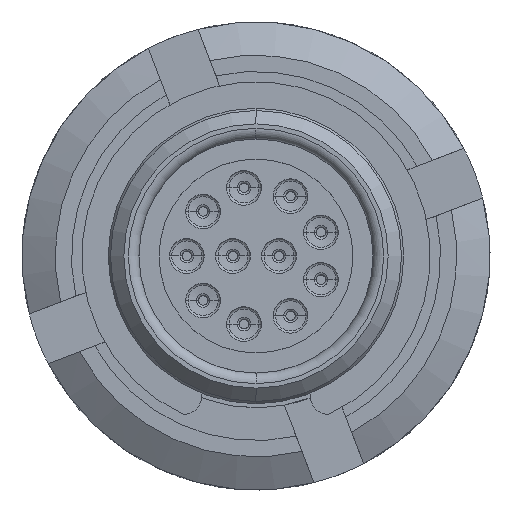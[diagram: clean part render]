
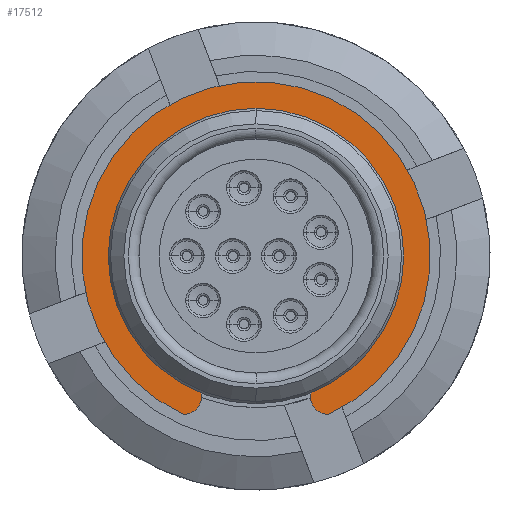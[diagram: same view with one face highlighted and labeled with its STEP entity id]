
A CAD part, left-side view. The second image highlights one B-rep face of the part: STEP entity #17512.
In plain terms, the highlighted planar face has unit normal (-1, 0, 0).
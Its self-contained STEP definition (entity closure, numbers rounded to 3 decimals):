
#206 = CARTESIAN_POINT ( 'NONE',  ( 10.412, 0., 0. ) ) ;
#511 = CIRCLE ( 'NONE', #10294, 0.688 ) ;
#1122 = DIRECTION ( 'NONE',  ( 0., 0., -1. ) ) ;
#3829 = CARTESIAN_POINT ( 'NONE',  ( 10.412, 0., 0. ) ) ;
#3915 = DIRECTION ( 'NONE',  ( 0., 0., -1. ) ) ;
#5603 = CARTESIAN_POINT ( 'NONE',  ( 10.412, 0., 0. ) ) ;
#5819 = VERTEX_POINT ( 'NONE', #33842 ) ;
#6886 = AXIS2_PLACEMENT_3D ( 'NONE', #45079, #23101, #1122 ) ;
#7489 = PLANE ( 'NONE',  #33635 ) ;
#7545 = DIRECTION ( 'NONE',  ( 0., 0., -1. ) ) ;
#8327 = AXIS2_PLACEMENT_3D ( 'NONE', #5603, #31282, #9328 ) ;
#9328 = DIRECTION ( 'NONE',  ( 0., 0., -1. ) ) ;
#10294 = AXIS2_PLACEMENT_3D ( 'NONE', #36697, #14693, #40374 ) ;
#13207 = CARTESIAN_POINT ( 'NONE',  ( 10.412, -2.73, -5.957 ) ) ;
#14511 = VERTEX_POINT ( 'NONE', #24338 ) ;
#14693 = DIRECTION ( 'NONE',  ( 1., 0., 0. ) ) ;
#17512 = ADVANCED_FACE ( 'NONE', ( #41234 ), #7489, .F. ) ;
#21514 = AXIS2_PLACEMENT_3D ( 'NONE', #3829, #29484, #7545 ) ;
#23101 = DIRECTION ( 'NONE',  ( 1., 0., 0. ) ) ;
#23334 = EDGE_CURVE ( 'NONE', #32976, #5819, #511, .T. ) ;
#24338 = CARTESIAN_POINT ( 'NONE',  ( 10.412, -2.73, -4.582 ) ) ;
#25616 = CARTESIAN_POINT ( 'NONE',  ( 10.412, 2.731, -4.582 ) ) ;
#25844 = EDGE_CURVE ( 'NONE', #5819, #35808, #27955, .T. ) ;
#25885 = DIRECTION ( 'NONE',  ( 1., 0., 0. ) ) ;
#27351 = EDGE_LOOP ( 'NONE', ( #30408, #47534, #35499, #35792 ) ) ;
#27955 = CIRCLE ( 'NONE', #8327, 6.553 ) ;
#29484 = DIRECTION ( 'NONE',  ( 1., 0., 0. ) ) ;
#30408 = ORIENTED_EDGE ( 'NONE', *, *, #25844, .F. ) ;
#31282 = DIRECTION ( 'NONE',  ( 1., 0., 0. ) ) ;
#32976 = VERTEX_POINT ( 'NONE', #25616 ) ;
#33635 = AXIS2_PLACEMENT_3D ( 'NONE', #206, #25885, #3915 ) ;
#33842 = CARTESIAN_POINT ( 'NONE',  ( 10.412, 2.731, -5.957 ) ) ;
#35073 = EDGE_CURVE ( 'NONE', #32976, #14511, #39120, .T. ) ;
#35499 = ORIENTED_EDGE ( 'NONE', *, *, #35073, .T. ) ;
#35792 = ORIENTED_EDGE ( 'NONE', *, *, #46812, .F. ) ;
#35808 = VERTEX_POINT ( 'NONE', #13207 ) ;
#36697 = CARTESIAN_POINT ( 'NONE',  ( 10.412, 2.731, -5.269 ) ) ;
#39120 = CIRCLE ( 'NONE', #21514, 5.334 ) ;
#40374 = DIRECTION ( 'NONE',  ( 0., 0., -1. ) ) ;
#41234 = FACE_OUTER_BOUND ( 'NONE', #27351, .T. ) ;
#44607 = CIRCLE ( 'NONE', #6886, 0.688 ) ;
#45079 = CARTESIAN_POINT ( 'NONE',  ( 10.412, -2.73, -5.27 ) ) ;
#46812 = EDGE_CURVE ( 'NONE', #35808, #14511, #44607, .T. ) ;
#47534 = ORIENTED_EDGE ( 'NONE', *, *, #23334, .F. ) ;
